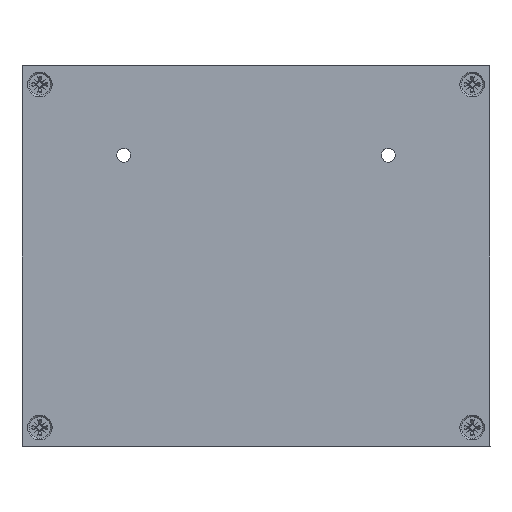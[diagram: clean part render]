
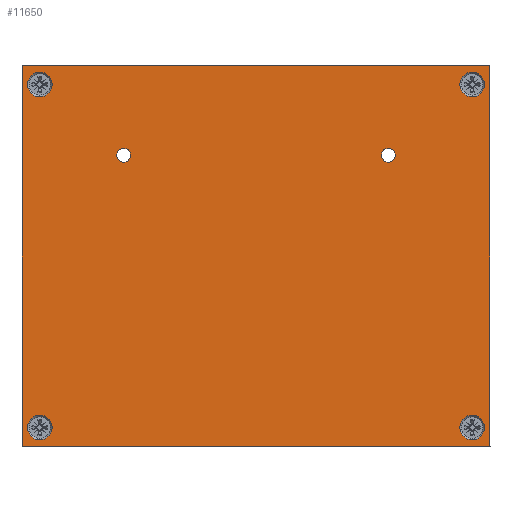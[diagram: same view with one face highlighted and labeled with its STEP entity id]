
A CAD part, front view. The second image highlights one B-rep face of the part: STEP entity #11650.
In plain terms, the highlighted planar face has unit normal (0, -1, 0).
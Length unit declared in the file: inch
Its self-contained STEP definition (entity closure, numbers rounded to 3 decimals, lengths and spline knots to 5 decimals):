
#21 = CARTESIAN_POINT ( 'NONE',  ( 4.1317, -0.31353, 0.21 ) ) ;
#681 = DIRECTION ( 'NONE',  ( -1., 0., 0. ) ) ;
#937 = VECTOR ( 'NONE', #681, 39.37008 ) ;
#1236 = VERTEX_POINT ( 'NONE', #30638 ) ;
#1377 = CARTESIAN_POINT ( 'NONE',  ( 4.19241, -0.31353, 0. ) ) ;
#1641 = AXIS2_PLACEMENT_3D ( 'NONE', #5099, #27321, #24171 ) ;
#2152 = AXIS2_PLACEMENT_3D ( 'NONE', #22088, #22895, #33160 ) ;
#2348 = CIRCLE ( 'NONE', #1641, 0.1378 ) ;
#3678 = VERTEX_POINT ( 'NONE', #16491 ) ;
#4088 = VERTEX_POINT ( 'NONE', #15728 ) ;
#4394 = ORIENTED_EDGE ( 'NONE', *, *, #6427, .T. ) ;
#4728 = EDGE_LOOP ( 'NONE', ( #40884, #23296, #14934, #4394 ) ) ;
#5099 = CARTESIAN_POINT ( 'NONE',  ( -0.82908, -0.31353, 0.21 ) ) ;
#6068 = EDGE_LOOP ( 'NONE', ( #6072 ) ) ;
#6072 = ORIENTED_EDGE ( 'NONE', *, *, #7888, .T. ) ;
#6339 = EDGE_CURVE ( 'NONE', #16840, #16840, #22766, .T. ) ;
#6427 = EDGE_CURVE ( 'NONE', #37919, #25580, #14371, .T. ) ;
#7265 = ORIENTED_EDGE ( 'NONE', *, *, #41339, .T. ) ;
#7698 = CARTESIAN_POINT ( 'NONE',  ( 3.99391, -0.31353, 0.21 ) ) ;
#7863 = LINE ( 'NONE', #1377, #9803 ) ;
#7888 = EDGE_CURVE ( 'NONE', #23507, #23507, #32369, .T. ) ;
#7969 = EDGE_CURVE ( 'NONE', #1236, #41418, #22877, .T. ) ;
#8808 = FACE_BOUND ( 'NONE', #40662, .T. ) ;
#9431 = FACE_BOUND ( 'NONE', #22734, .T. ) ;
#9803 = VECTOR ( 'NONE', #33239, 39.37008 ) ;
#9938 = CARTESIAN_POINT ( 'NONE',  ( 0.18403, -0.31353, 3.24606 ) ) ;
#10424 = VECTOR ( 'NONE', #29315, 39.37008 ) ;
#10448 = CIRCLE ( 'NONE', #12508, 0.1378 ) ;
#10849 = AXIS2_PLACEMENT_3D ( 'NONE', #22028, #15551, #15972 ) ;
#11217 = CARTESIAN_POINT ( 'NONE',  ( 3.05879, -0.31353, 3.24606 ) ) ;
#11650 = ADVANCED_FACE ( 'NONE', ( #24740, #9431, #31250, #37575, #8808, #37369, #11996 ), #24959, .T. ) ;
#11996 = FACE_OUTER_BOUND ( 'NONE', #4728, .T. ) ;
#12234 = DIRECTION ( 'NONE',  ( 0., 1., 0. ) ) ;
#12508 = AXIS2_PLACEMENT_3D ( 'NONE', #7698, #20504, #17564 ) ;
#14144 = CARTESIAN_POINT ( 'NONE',  ( -1.02759, -0.31353, 0. ) ) ;
#14370 = CIRCLE ( 'NONE', #37136, 0.07799 ) ;
#14371 = LINE ( 'NONE', #27152, #29444 ) ;
#14796 = DIRECTION ( 'NONE',  ( 1., 0., 0. ) ) ;
#14934 = ORIENTED_EDGE ( 'NONE', *, *, #20271, .T. ) ;
#15551 = DIRECTION ( 'NONE',  ( 0., -1., 0. ) ) ;
#15728 = CARTESIAN_POINT ( 'NONE',  ( -0.69129, -0.31353, 4.03606 ) ) ;
#15972 = DIRECTION ( 'NONE',  ( 0., 0., -1. ) ) ;
#16277 = EDGE_LOOP ( 'NONE', ( #29855 ) ) ;
#16408 = CARTESIAN_POINT ( 'NONE',  ( 4.19241, -0.31353, 4.24606 ) ) ;
#16491 = CARTESIAN_POINT ( 'NONE',  ( -0.69129, -0.31353, 0.21 ) ) ;
#16840 = VERTEX_POINT ( 'NONE', #23719 ) ;
#17564 = DIRECTION ( 'NONE',  ( 1., 0., 0. ) ) ;
#17895 = EDGE_LOOP ( 'NONE', ( #7265 ) ) ;
#18500 = CARTESIAN_POINT ( 'NONE',  ( 0.10603, -0.31353, 3.24606 ) ) ;
#18924 = CARTESIAN_POINT ( 'NONE',  ( 3.99391, -0.31353, 4.03606 ) ) ;
#19497 = ORIENTED_EDGE ( 'NONE', *, *, #6339, .T. ) ;
#20058 = DIRECTION ( 'NONE',  ( 1., 0., 0. ) ) ;
#20256 = DIRECTION ( 'NONE',  ( 0., 1., 0. ) ) ;
#20271 = EDGE_CURVE ( 'NONE', #41418, #37919, #28688, .T. ) ;
#20390 = CARTESIAN_POINT ( 'NONE',  ( 4.1317, -0.31353, 4.03606 ) ) ;
#20504 = DIRECTION ( 'NONE',  ( 0., 1., 0. ) ) ;
#20515 = EDGE_CURVE ( 'NONE', #22035, #22035, #10448, .T. ) ;
#21657 = DIRECTION ( 'NONE',  ( 0., 1., 0. ) ) ;
#22028 = CARTESIAN_POINT ( 'NONE',  ( 4.19241, -0.31353, 0. ) ) ;
#22035 = VERTEX_POINT ( 'NONE', #21 ) ;
#22088 = CARTESIAN_POINT ( 'NONE',  ( -0.82908, -0.31353, 4.03606 ) ) ;
#22399 = ORIENTED_EDGE ( 'NONE', *, *, #38578, .T. ) ;
#22734 = EDGE_LOOP ( 'NONE', ( #22399 ) ) ;
#22766 = CIRCLE ( 'NONE', #23424, 0.07799 ) ;
#22877 = LINE ( 'NONE', #16408, #937 ) ;
#22895 = DIRECTION ( 'NONE',  ( 0., 1., 0. ) ) ;
#23296 = ORIENTED_EDGE ( 'NONE', *, *, #7969, .T. ) ;
#23424 = AXIS2_PLACEMENT_3D ( 'NONE', #11217, #20256, #20058 ) ;
#23507 = VERTEX_POINT ( 'NONE', #20390 ) ;
#23719 = CARTESIAN_POINT ( 'NONE',  ( 3.13678, -0.31353, 3.24606 ) ) ;
#24171 = DIRECTION ( 'NONE',  ( 1., 0., 0. ) ) ;
#24740 = FACE_BOUND ( 'NONE', #6068, .T. ) ;
#24959 = PLANE ( 'NONE',  #10849 ) ;
#25578 = CIRCLE ( 'NONE', #2152, 0.1378 ) ;
#25580 = VERTEX_POINT ( 'NONE', #26685 ) ;
#26685 = CARTESIAN_POINT ( 'NONE',  ( 4.19241, -0.31353, 0. ) ) ;
#27152 = CARTESIAN_POINT ( 'NONE',  ( 4.19241, -0.31353, 0. ) ) ;
#27321 = DIRECTION ( 'NONE',  ( 0., 1., 0. ) ) ;
#27854 = CARTESIAN_POINT ( 'NONE',  ( -1.02759, -0.31353, 0. ) ) ;
#28114 = DIRECTION ( 'NONE',  ( 1., 0., 0. ) ) ;
#28688 = LINE ( 'NONE', #27854, #10424 ) ;
#28818 = EDGE_CURVE ( 'NONE', #25580, #1236, #7863, .T. ) ;
#29315 = DIRECTION ( 'NONE',  ( 0., 0., -1. ) ) ;
#29444 = VECTOR ( 'NONE', #14796, 39.37008 ) ;
#29855 = ORIENTED_EDGE ( 'NONE', *, *, #20515, .T. ) ;
#30638 = CARTESIAN_POINT ( 'NONE',  ( 4.19241, -0.31353, 4.24606 ) ) ;
#31250 = FACE_BOUND ( 'NONE', #17895, .T. ) ;
#31281 = DIRECTION ( 'NONE',  ( 1., 0., 0. ) ) ;
#31601 = VERTEX_POINT ( 'NONE', #9938 ) ;
#32369 = CIRCLE ( 'NONE', #40484, 0.1378 ) ;
#32885 = ORIENTED_EDGE ( 'NONE', *, *, #36508, .T. ) ;
#33160 = DIRECTION ( 'NONE',  ( 1., 0., 0. ) ) ;
#33239 = DIRECTION ( 'NONE',  ( 0., 0., 1. ) ) ;
#36508 = EDGE_CURVE ( 'NONE', #31601, #31601, #14370, .T. ) ;
#37136 = AXIS2_PLACEMENT_3D ( 'NONE', #18500, #12234, #31281 ) ;
#37369 = FACE_BOUND ( 'NONE', #40575, .T. ) ;
#37575 = FACE_BOUND ( 'NONE', #16277, .T. ) ;
#37919 = VERTEX_POINT ( 'NONE', #14144 ) ;
#38578 = EDGE_CURVE ( 'NONE', #4088, #4088, #25578, .T. ) ;
#40484 = AXIS2_PLACEMENT_3D ( 'NONE', #18924, #21657, #28114 ) ;
#40575 = EDGE_LOOP ( 'NONE', ( #32885 ) ) ;
#40662 = EDGE_LOOP ( 'NONE', ( #19497 ) ) ;
#40826 = CARTESIAN_POINT ( 'NONE',  ( -1.02759, -0.31353, 4.24606 ) ) ;
#40884 = ORIENTED_EDGE ( 'NONE', *, *, #28818, .T. ) ;
#41339 = EDGE_CURVE ( 'NONE', #3678, #3678, #2348, .T. ) ;
#41418 = VERTEX_POINT ( 'NONE', #40826 ) ;
